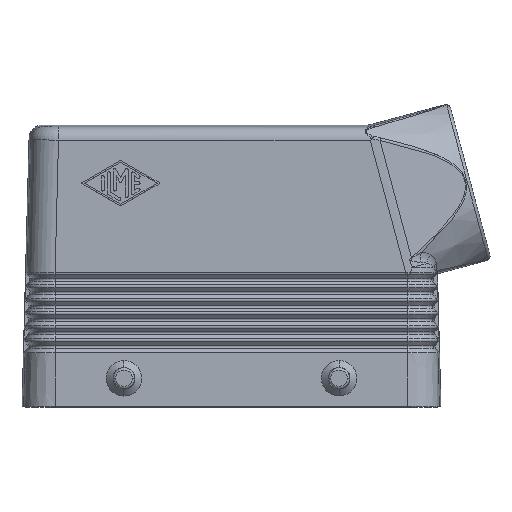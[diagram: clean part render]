
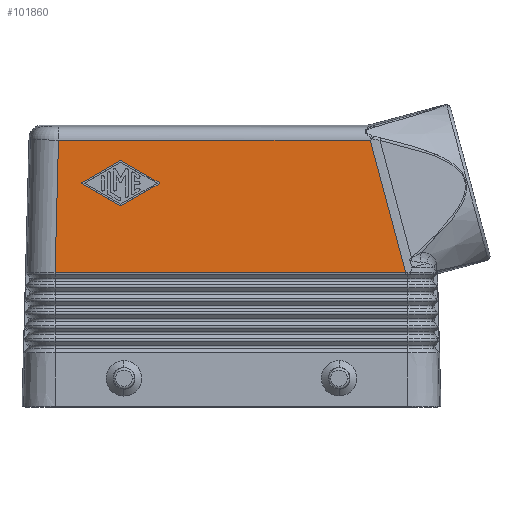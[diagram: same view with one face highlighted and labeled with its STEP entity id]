
A CAD part, front view. The second image highlights one B-rep face of the part: STEP entity #101860.
In plain terms, the highlighted planar face has unit normal (0, -1, 0.026).
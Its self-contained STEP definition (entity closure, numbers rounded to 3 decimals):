
#91730=CARTESIAN_POINT('',(-39.363,-20.714,
30.013));
#91740=VERTEX_POINT('',#91730);
#92010=CARTESIAN_POINT('',(-39.363,-20.714,
30.013));
#92020=DIRECTION('',(1.,0.,0.));
#92030=VECTOR('',#92020,1.);
#92040=LINE('',#92010,#92030);
#92050=CARTESIAN_POINT('',(38.873,-20.714,30.013)
);
#92060=VERTEX_POINT('',#92050);
#92070=EDGE_CURVE('',#91740,#92060,#92040,.T.);
#100720=CARTESIAN_POINT('',(-38.607,-19.938,
59.634));
#100730=VERTEX_POINT('',#100720);
#100760=CARTESIAN_POINT('',(-38.607,-19.938,
59.634));
#100770=DIRECTION('',(-0.025,-0.026,
-0.999));
#100780=VECTOR('',#100770,1.);
#100790=LINE('',#100760,#100780);
#100800=EDGE_CURVE('',#100730,#91740,#100790,.T.);
#100930=CARTESIAN_POINT('',(-39.368,-21.5,0.));
#100940=DIRECTION('',(0.,1.,-0.026));
#100950=DIRECTION('',(0.,-0.026,-1.));
#100960=AXIS2_PLACEMENT_3D('',#100930,#100940,#100950);
#100970=PLANE('',#100960);
#100980=ORIENTED_EDGE('',*,*,#92070,.T.);
#100990=ORIENTED_EDGE('',*,*,#100800,.T.);
#101000=CARTESIAN_POINT('',(30.957,-19.938,
59.634));
#101010=DIRECTION('',(-1.,0.,0.));
#101020=VECTOR('',#101010,1.);
#101030=LINE('',#101000,#101020);
#101040=CARTESIAN_POINT('',(30.957,-19.938,
59.634));
#101050=VERTEX_POINT('',#101040);
#101060=EDGE_CURVE('',#101050,#100730,#101030,.T.);
#101070=ORIENTED_EDGE('',*,*,#101060,.T.);
#101080=CARTESIAN_POINT('',(38.873,-20.714,30.013
));
#101090=DIRECTION('',(-0.258,0.025,
0.966));
#101100=VECTOR('',#101090,1.);
#101110=LINE('',#101080,#101100);
#101120=EDGE_CURVE('',#92060,#101050,#101110,.T.);
#101130=ORIENTED_EDGE('',*,*,#101120,.T.);
#101140=EDGE_LOOP('',(#101130,#101070,#100990,#100980));
#101150=FACE_OUTER_BOUND('',#101140,.T.);
#101160=CARTESIAN_POINT('',(-24.744,-20.068,
54.682));
#101170=DIRECTION('',(0.,-1.,0.026));
#101180=DIRECTION('',(1.,0.,0.));
#101190=AXIS2_PLACEMENT_3D('',#101160,#101170,#101180);
#101200=CIRCLE('',#101190,0.333);
#101210=CARTESIAN_POINT('',(-24.579,-20.061,
54.971));
#101220=VERTEX_POINT('',#101210);
#101230=CARTESIAN_POINT('',(-24.909,-20.061,
54.971));
#101240=VERTEX_POINT('',#101230);
#101250=EDGE_CURVE('',#101220,#101240,#101200,.T.);
#101260=ORIENTED_EDGE('',*,*,#101250,.F.);
#101270=CARTESIAN_POINT('',(0.,-19.688,69.204));
#101280=DIRECTION('',(0.868,0.013,
0.496));
#101290=VECTOR('',#101280,1.);
#101300=LINE('',#101270,#101290);
#101310=CARTESIAN_POINT('',(-33.327,-20.186,
50.162));
#101320=VERTEX_POINT('',#101310);
#101330=EDGE_CURVE('',#101320,#101240,#101300,.T.);
#101340=ORIENTED_EDGE('',*,*,#101330,.T.);
#101350=CARTESIAN_POINT('',(-33.244,-20.19,
50.017));
#101360=DIRECTION('',(0.,-1.,0.026));
#101370=DIRECTION('',(1.,0.,0.));
#101380=AXIS2_PLACEMENT_3D('',#101350,#101360,#101370);
#101390=CIRCLE('',#101380,0.167);
#101400=CARTESIAN_POINT('',(-33.327,-20.194,
49.872));
#101410=VERTEX_POINT('',#101400);
#101420=EDGE_CURVE('',#101320,#101410,#101390,.T.);
#101430=ORIENTED_EDGE('',*,*,#101420,.F.);
#101440=CARTESIAN_POINT('',(0.,-20.693,30.829));
#101450=DIRECTION('',(-0.868,0.013,
0.496));
#101460=VECTOR('',#101450,1.);
#101470=LINE('',#101440,#101460);
#101480=CARTESIAN_POINT('',(-24.909,-20.32,
45.062));
#101490=VERTEX_POINT('',#101480);
#101500=EDGE_CURVE('',#101490,#101410,#101470,.T.);
#101510=ORIENTED_EDGE('',*,*,#101500,.T.);
#101520=CARTESIAN_POINT('',(-24.744,-20.312,
45.352));
#101530=DIRECTION('',(0.,-1.,0.026));
#101540=DIRECTION('',(1.,0.,0.));
#101550=AXIS2_PLACEMENT_3D('',#101520,#101530,#101540);
#101560=CIRCLE('',#101550,0.333);
#101570=CARTESIAN_POINT('',(-24.579,-20.32,
45.062));
#101580=VERTEX_POINT('',#101570);
#101590=EDGE_CURVE('',#101490,#101580,#101560,.T.);
#101600=ORIENTED_EDGE('',*,*,#101590,.F.);
#101610=CARTESIAN_POINT('',(0.,-19.952,59.107));
#101620=DIRECTION('',(-0.868,-0.013,
-0.496));
#101630=VECTOR('',#101620,1.);
#101640=LINE('',#101610,#101630);
#101650=CARTESIAN_POINT('',(-16.161,-20.194,
49.872));
#101660=VERTEX_POINT('',#101650);
#101670=EDGE_CURVE('',#101660,#101580,#101640,.T.);
#101680=ORIENTED_EDGE('',*,*,#101670,.T.);
#101690=CARTESIAN_POINT('',(-16.244,-20.19,
50.017));
#101700=DIRECTION('',(0.,-1.,0.026));
#101710=DIRECTION('',(1.,0.,0.));
#101720=AXIS2_PLACEMENT_3D('',#101690,#101700,#101710);
#101730=CIRCLE('',#101720,0.167);
#101740=CARTESIAN_POINT('',(-16.161,-20.186,
50.161));
#101750=VERTEX_POINT('',#101740);
#101760=EDGE_CURVE('',#101660,#101750,#101730,.T.);
#101770=ORIENTED_EDGE('',*,*,#101760,.F.);
#101780=CARTESIAN_POINT('',(0.,-20.428,40.927));
#101790=DIRECTION('',(0.868,-0.013,
-0.496));
#101800=VECTOR('',#101790,1.);
#101810=LINE('',#101780,#101800);
#101820=EDGE_CURVE('',#101220,#101750,#101810,.T.);
#101830=ORIENTED_EDGE('',*,*,#101820,.T.);
#101840=EDGE_LOOP('',(#101830,#101770,#101680,#101600,#101510,#101430,
#101340,#101260));
#101850=FACE_BOUND('',#101840,.T.);
#101860=ADVANCED_FACE('',(#101150,#101850),#100970,.F.);
